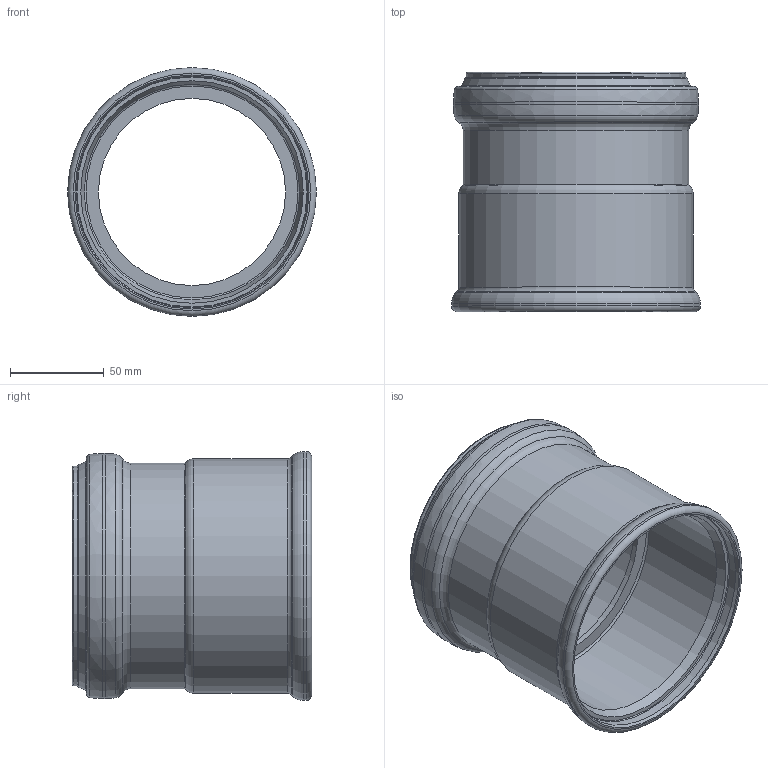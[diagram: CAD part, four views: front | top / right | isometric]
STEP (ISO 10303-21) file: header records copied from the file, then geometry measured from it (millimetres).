
FILE_DESCRIPTION(/* description */ (''),/* implementation_level */ '2;1');
FILE_NAME(/* name */ '335810z.stp',/* time_stamp */ '2024-04-25T12:02:55+02:00',/* author */ ('corinna'),/* organization */ (''),/* preprocessor_version */ 'ST-DEVELOPER v20',/* originating_system */ 'Autodesk Inventor 2024',/* authorisation */ '');
FILE_SCHEMA (('AUTOMOTIVE_DESIGN { 1 0 10303 214 3 1 1 }'));
Length unit declared in the file: millimetre
Products named in the file (1): 335810z
Bounding box: 133 x 128 x 133 mm (x, y, z)
Volume: 243014.7 mm3; surface area: 109397.6 mm2
Topology: 1 solids, 1 shells, 49 faces, 119 edges, 76 vertices
Faces by surface type: torus 22, cylinder 12, cone 7, plane 6, bspline 2
Full cylindrical faces by diameter (mm): 100 x1, 110.9 x1, 111.2 x2, 115.3 x1, 117.4 x1, 120.5 x1, 123.6 x1, 124 x1, 125.3 x1, 131 x1, 133 x1
Entity records: 1584 total; most frequent: DIRECTION 315, CARTESIAN_POINT 297, ORIENTED_EDGE 238, AXIS2_PLACEMENT_3D 148, EDGE_CURVE 119, CIRCLE 100, VERTEX_POINT 76, EDGE_LOOP 55
